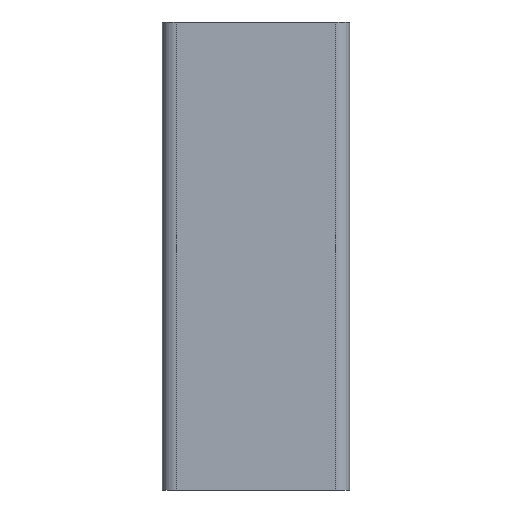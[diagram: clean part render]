
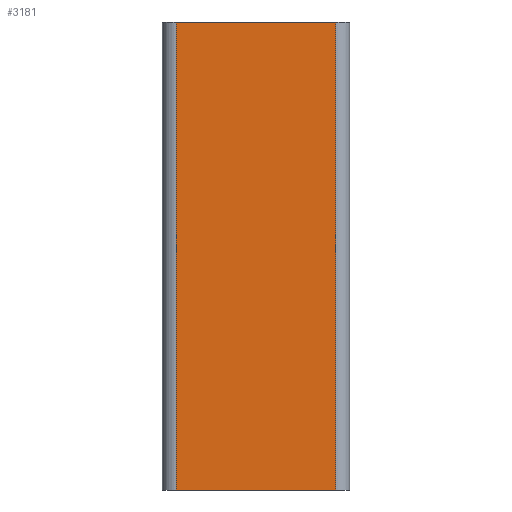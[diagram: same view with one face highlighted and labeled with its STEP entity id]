
A CAD part, front view. The second image highlights one B-rep face of the part: STEP entity #3181.
In plain terms, the highlighted planar face has unit normal (0, -1, 0).
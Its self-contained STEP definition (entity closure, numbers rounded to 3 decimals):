
#309=FACE_OUTER_BOUND('',#481,.T.);
#481=EDGE_LOOP('',(#2867,#2868,#2869,#2870));
#528=LINE('',#4419,#898);
#618=LINE('',#4677,#988);
#852=LINE('',#5229,#1222);
#853=LINE('',#5231,#1223);
#898=VECTOR('',#3526,1000.);
#988=VECTOR('',#3700,1000.);
#1222=VECTOR('',#4286,1000.);
#1223=VECTOR('',#4289,1000.);
#1275=VERTEX_POINT('',#4416);
#1276=VERTEX_POINT('',#4418);
#1401=VERTEX_POINT('',#4674);
#1402=VERTEX_POINT('',#4676);
#1585=EDGE_CURVE('',#1276,#1275,#528,.T.);
#1715=EDGE_CURVE('',#1401,#1402,#618,.T.);
#1992=EDGE_CURVE('',#1275,#1402,#852,.T.);
#1993=EDGE_CURVE('',#1276,#1401,#853,.T.);
#2867=ORIENTED_EDGE('',*,*,#1715,.F.);
#2868=ORIENTED_EDGE('',*,*,#1993,.F.);
#2869=ORIENTED_EDGE('',*,*,#1585,.T.);
#2870=ORIENTED_EDGE('',*,*,#1992,.T.);
#3030=PLANE('',#3449);
#3181=ADVANCED_FACE('',(#309),#3030,.T.);
#3449=AXIS2_PLACEMENT_3D('',#5230,#4287,#4288);
#3526=DIRECTION('',(-1.,0.,0.));
#3700=DIRECTION('',(-1.,0.,0.));
#4286=DIRECTION('',(0.,0.,-1.));
#4287=DIRECTION('center_axis',(0.,-1.,0.));
#4288=DIRECTION('ref_axis',(0.,0.,1.));
#4289=DIRECTION('',(0.,0.,-1.));
#4416=CARTESIAN_POINT('',(-17.,-20.,100.));
#4418=CARTESIAN_POINT('',(17.,-20.,100.));
#4419=CARTESIAN_POINT('',(17.,-20.,100.));
#4674=CARTESIAN_POINT('',(17.,-20.,0.));
#4676=CARTESIAN_POINT('',(-17.,-20.,0.));
#4677=CARTESIAN_POINT('',(17.,-20.,0.));
#5229=CARTESIAN_POINT('',(-17.,-20.,100.));
#5230=CARTESIAN_POINT('Origin',(17.,-20.,100.));
#5231=CARTESIAN_POINT('',(17.,-20.,100.));
